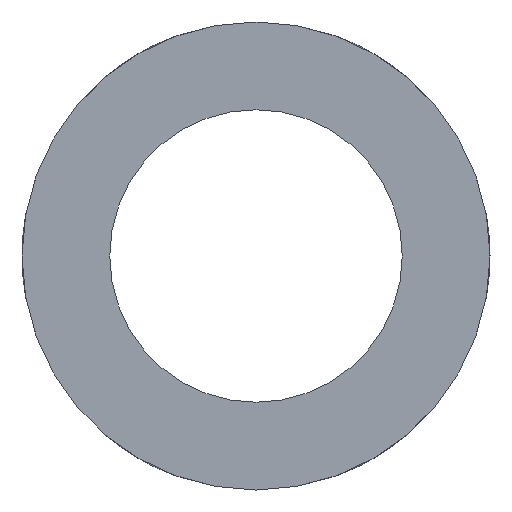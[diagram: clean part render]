
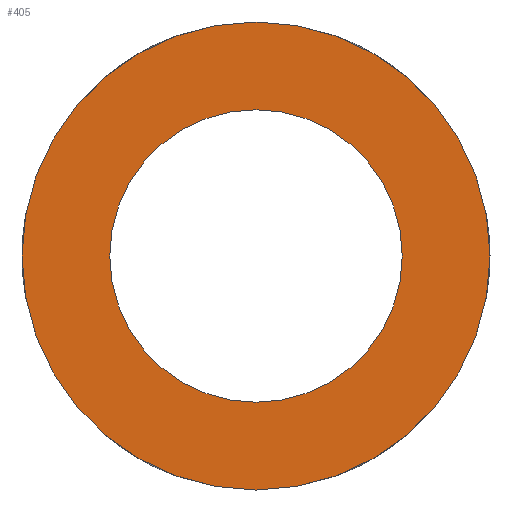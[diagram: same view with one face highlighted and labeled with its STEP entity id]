
A CAD part, left-side view. The second image highlights one B-rep face of the part: STEP entity #405.
In plain terms, the highlighted planar face has unit normal (-1, 0, 0).
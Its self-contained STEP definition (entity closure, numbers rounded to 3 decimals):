
#405 = ADVANCED_FACE( '', ( #833, #834 ), #835, .T. );
#833 = FACE_BOUND( '', #1255, .T. );
#834 = FACE_OUTER_BOUND( '', #1256, .T. );
#835 = PLANE( '', #1257 );
#1255 = EDGE_LOOP( '', ( #2282 ) );
#1256 = EDGE_LOOP( '', ( #2283 ) );
#1257 = AXIS2_PLACEMENT_3D( '', #2284, #2285, #2286 );
#2282 = ORIENTED_EDGE( '', *, *, #2661, .T. );
#2283 = ORIENTED_EDGE( '', *, *, #2438, .F. );
#2284 = CARTESIAN_POINT( '', ( 0., 16., 0. ) );
#2285 = DIRECTION( '', ( -1., 0., 0. ) );
#2286 = DIRECTION( '', ( 0., 0., 1. ) );
#2438 = EDGE_CURVE( '', #2906, #2906, #2907, .T. );
#2661 = EDGE_CURVE( '', #3245, #3245, #3246, .T. );
#2906 = VERTEX_POINT( '', #3546 );
#2907 = CIRCLE( '', #3547, 16. );
#3245 = VERTEX_POINT( '', #3998 );
#3246 = CIRCLE( '', #3999, 10. );
#3546 = CARTESIAN_POINT( '', ( 0., 0., -16. ) );
#3547 = AXIS2_PLACEMENT_3D( '', #4254, #4255, #4256 );
#3998 = CARTESIAN_POINT( '', ( 0., 0., -10. ) );
#3999 = AXIS2_PLACEMENT_3D( '', #4559, #4560, #4561 );
#4254 = CARTESIAN_POINT( '', ( 0., 0., 0. ) );
#4255 = DIRECTION( '', ( 1., 0., 0. ) );
#4256 = DIRECTION( '', ( 0., 0., -1. ) );
#4559 = CARTESIAN_POINT( '', ( 0., 0., 0. ) );
#4560 = DIRECTION( '', ( 1., 0., 0. ) );
#4561 = DIRECTION( '', ( 0., 0., -1. ) );
